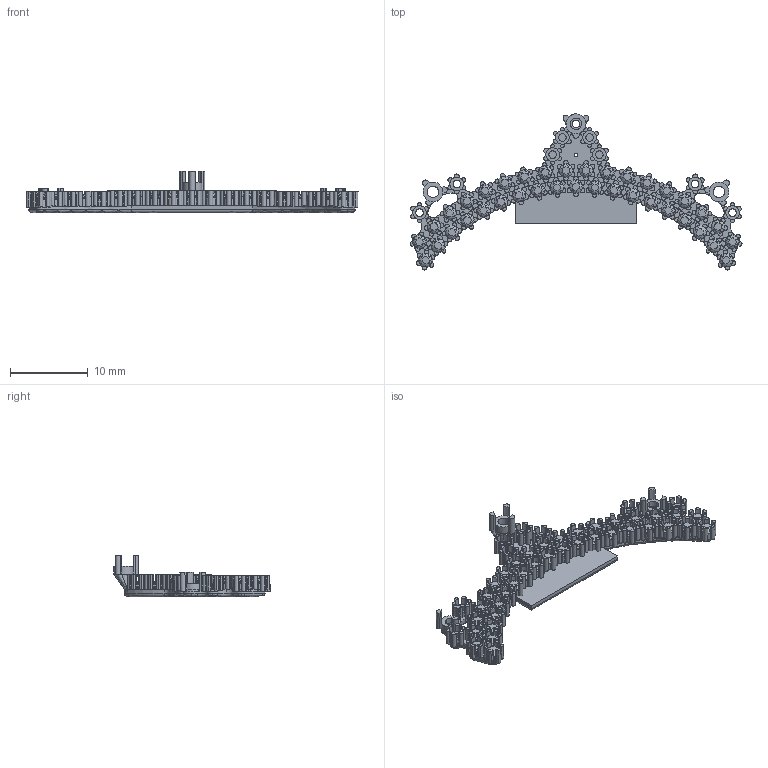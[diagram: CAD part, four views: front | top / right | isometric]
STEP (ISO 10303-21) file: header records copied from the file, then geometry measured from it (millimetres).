
FILE_DESCRIPTION(('FreeCAD Model'),'2;1');
FILE_NAME('Open CASCADE Shape Model','2025-05-04T09:12:26',('FreeCAD'),( 'FreeCAD'),'Open CASCADE STEP processor 7.6','FreeCAD','Unknown');
FILE_SCHEMA(('AUTOMOTIVE_DESIGN { 1 0 10303 214 1 1 1 1 }'));
Products named in the file (1): Open CASCADE STEP translator 7.6 1
Bounding box: 42.71 x 20.09 x 5.39 mm (x, y, z)
Volume: 474 mm3; surface area: 2368 mm2
Topology: 86 solids, 86 shells, 4432 faces, 9719 edges, 5420 vertices
Faces by surface type: bspline 4432
Entity records: 116254 total; most frequent: CARTESIAN_POINT 57677, ORIENTED_EDGE 19438, EDGE_CURVE 9719, B_SPLINE_CURVE_WITH_KNOTS 7157, VERTEX_POINT 5420, FACE_BOUND 4583, EDGE_LOOP 4583, ADVANCED_FACE 4432
